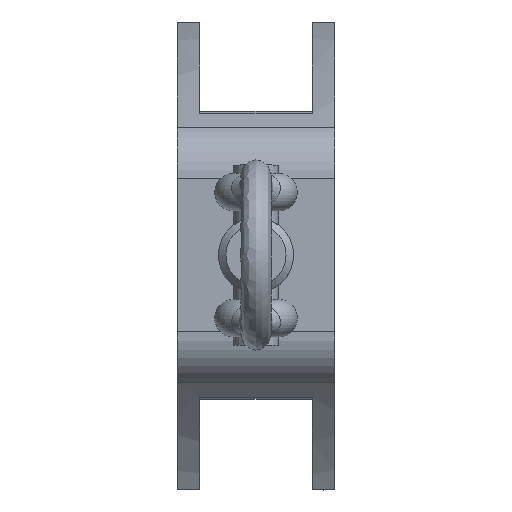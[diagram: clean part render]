
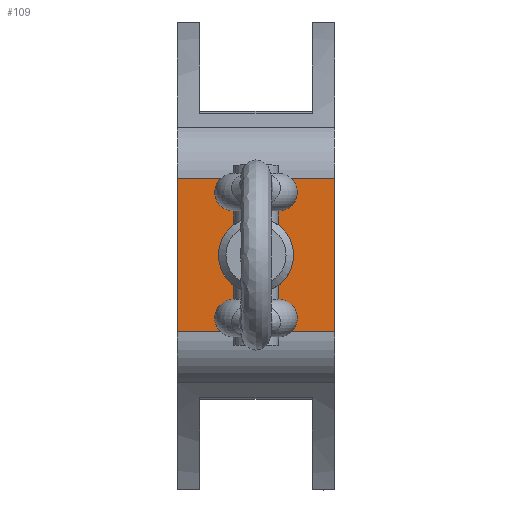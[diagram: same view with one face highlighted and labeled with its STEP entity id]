
A CAD part, top view. The second image highlights one B-rep face of the part: STEP entity #109.
In plain terms, the highlighted planar face has unit normal (0, 0, 1).
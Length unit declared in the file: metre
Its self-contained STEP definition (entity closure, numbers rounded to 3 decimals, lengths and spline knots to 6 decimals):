
#109 = ADVANCED_FACE( '', ( #285, #286 ), #287, .F. );
#285 = FACE_BOUND( '', #609, .T. );
#286 = FACE_OUTER_BOUND( '', #610, .T. );
#287 = PLANE( '', #611 );
#609 = EDGE_LOOP( '', ( #3702 ) );
#610 = EDGE_LOOP( '', ( #3703, #3704, #3705, #3706 ) );
#611 = AXIS2_PLACEMENT_3D( '', #3707, #3708, #3709 );
#3702 = ORIENTED_EDGE( '', *, *, #4390, .F. );
#3703 = ORIENTED_EDGE( '', *, *, #4391, .T. );
#3704 = ORIENTED_EDGE( '', *, *, #4392, .T. );
#3705 = ORIENTED_EDGE( '', *, *, #4393, .F. );
#3706 = ORIENTED_EDGE( '', *, *, #4394, .F. );
#3707 = CARTESIAN_POINT( '', ( 0.04699, 0.012969, -0.02286 ) );
#3708 = DIRECTION( '', ( 0., 0., -1. ) );
#3709 = DIRECTION( '', ( -1., 0., 0. ) );
#4390 = EDGE_CURVE( '', #4671, #4671, #4672, .F. );
#4391 = EDGE_CURVE( '', #4673, #4674, #4675, .T. );
#4392 = EDGE_CURVE( '', #4674, #4676, #4677, .T. );
#4393 = EDGE_CURVE( '', #4678, #4676, #4679, .T. );
#4394 = EDGE_CURVE( '', #4673, #4678, #4680, .T. );
#4671 = VERTEX_POINT( '', #5204 );
#4672 = CIRCLE( '', #5205, 0.0127 );
#4673 = VERTEX_POINT( '', #5206 );
#4674 = VERTEX_POINT( '', #5207 );
#4675 = LINE( '', #5208, #5209 );
#4676 = VERTEX_POINT( '', #5210 );
#4677 = LINE( '', #5211, #5212 );
#4678 = VERTEX_POINT( '', #5213 );
#4679 = LINE( '', #5214, #5215 );
#4680 = LINE( '', #5216, #5217 );
#5204 = CARTESIAN_POINT( '', ( 0.00762, 0., -0.02286 ) );
#5205 = AXIS2_PLACEMENT_3D( '', #7192, #7193, #7194 );
#5206 = CARTESIAN_POINT( '', ( 0.04699, 0.025937, -0.02286 ) );
#5207 = CARTESIAN_POINT( '', ( -0.00635, 0.025937, -0.02286 ) );
#5208 = CARTESIAN_POINT( '', ( 0.04699, 0.025937, -0.02286 ) );
#5209 = VECTOR( '', #7195, 1. );
#5210 = CARTESIAN_POINT( '', ( -0.00635, -0.025937, -0.02286 ) );
#5211 = CARTESIAN_POINT( '', ( -0.00635, 0.012969, -0.02286 ) );
#5212 = VECTOR( '', #7196, 1. );
#5213 = CARTESIAN_POINT( '', ( 0.04699, -0.025937, -0.02286 ) );
#5214 = CARTESIAN_POINT( '', ( 0.04699, -0.025937, -0.02286 ) );
#5215 = VECTOR( '', #7197, 1. );
#5216 = CARTESIAN_POINT( '', ( 0.04699, 0.012969, -0.02286 ) );
#5217 = VECTOR( '', #7198, 1. );
#7192 = CARTESIAN_POINT( '', ( 0.02032, 0., -0.02286 ) );
#7193 = DIRECTION( '', ( 0., 0., -1. ) );
#7194 = DIRECTION( '', ( -1., 0., 0. ) );
#7195 = DIRECTION( '', ( -1., 0., 0. ) );
#7196 = DIRECTION( '', ( 0., -1., 0. ) );
#7197 = DIRECTION( '', ( -1., 0., 0. ) );
#7198 = DIRECTION( '', ( 0., -1., 0. ) );
